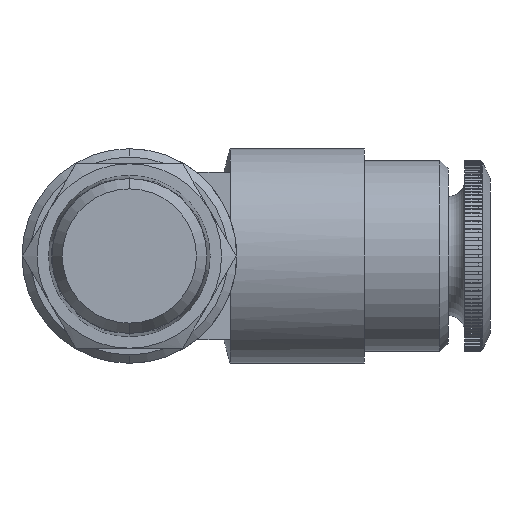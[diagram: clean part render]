
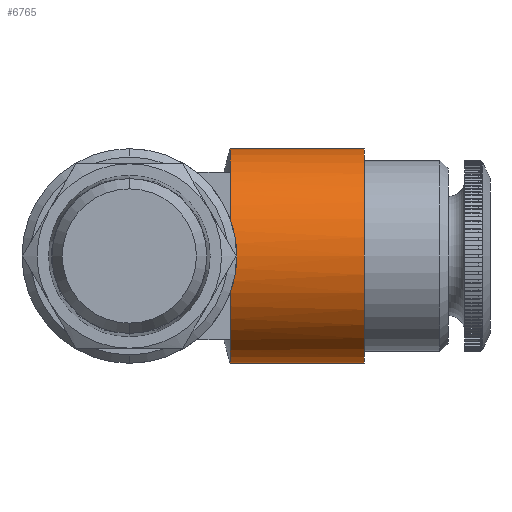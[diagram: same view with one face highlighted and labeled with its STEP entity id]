
A CAD part, front view. The second image highlights one B-rep face of the part: STEP entity #6765.
In plain terms, the highlighted cylindrical face has radius 6.4 mm (diameter 12.8 mm), a partial arc.
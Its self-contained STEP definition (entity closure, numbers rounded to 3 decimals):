
#751 = DIRECTION ( 'NONE',  ( 1., 0., 0. ) ) ;
#754 = DIRECTION ( 'NONE',  ( 1., 0., 0. ) ) ;
#755 = CARTESIAN_POINT ( 'NONE',  ( 0., 0., -6.4 ) ) ;
#756 = CARTESIAN_POINT ( 'NONE',  ( 0., 0., 6.4 ) ) ;
#757 = CARTESIAN_POINT ( 'NONE',  ( -13.491, 0., 0. ) ) ;
#758 = DIRECTION ( 'NONE',  ( 1., 0., 0. ) ) ;
#759 = DIRECTION ( 'NONE',  ( 0., 0., -1. ) ) ;
#765 = CARTESIAN_POINT ( 'NONE',  ( -13.491, -6.009, -2.202 ) ) ;
#766 = CARTESIAN_POINT ( 'NONE',  ( -12.964, -6.536, -0.765 ) ) ;
#770 = CARTESIAN_POINT ( 'NONE',  ( -12.964, -6.536, 0.765 ) ) ;
#771 = CARTESIAN_POINT ( 'NONE',  ( -13.491, -6.009, 2.202 ) ) ;
#774 = CARTESIAN_POINT ( 'NONE',  ( 0., -3.995, 5. ) ) ;
#775 = DIRECTION ( 'NONE',  ( -1., 0., 0. ) ) ;
#779 = DIRECTION ( 'NONE',  ( 1., 0., 0. ) ) ;
#780 = CARTESIAN_POINT ( 'NONE',  ( -13.491, 0., 0. ) ) ;
#781 = DIRECTION ( 'NONE',  ( 1., 0., 0. ) ) ;
#782 = DIRECTION ( 'NONE',  ( 0., 0., -1. ) ) ;
#783 = CARTESIAN_POINT ( 'NONE',  ( 0., -6.004, 2.217 ) ) ;
#784 = CARTESIAN_POINT ( 'NONE',  ( -13.484, 0., 0. ) ) ;
#785 = DIRECTION ( 'NONE',  ( -1., 0., 0. ) ) ;
#786 = DIRECTION ( 'NONE',  ( 0., 0., -1. ) ) ;
#787 = CARTESIAN_POINT ( 'NONE',  ( 0., -6.004, -2.217 ) ) ;
#788 = DIRECTION ( 'NONE',  ( -1., 0., 0. ) ) ;
#789 = CARTESIAN_POINT ( 'NONE',  ( -13.491, 0., 0. ) ) ;
#790 = DIRECTION ( 'NONE',  ( 1., 0., 0. ) ) ;
#791 = DIRECTION ( 'NONE',  ( 0., 0., -1. ) ) ;
#792 = CARTESIAN_POINT ( 'NONE',  ( 0., -3.995, -5. ) ) ;
#793 = DIRECTION ( 'NONE',  ( -1., 0., 0. ) ) ;
#794 = CARTESIAN_POINT ( 'NONE',  ( -13.491, 0., 0. ) ) ;
#795 = DIRECTION ( 'NONE',  ( 1., 0., 0. ) ) ;
#796 = DIRECTION ( 'NONE',  ( 0., 0., -1. ) ) ;
#798 = CARTESIAN_POINT ( 'NONE',  ( -13.484, 0., 0. ) ) ;
#799 = DIRECTION ( 'NONE',  ( -1., 0., 0. ) ) ;
#800 = DIRECTION ( 'NONE',  ( 0., 0., -1. ) ) ;
#803 = CARTESIAN_POINT ( 'NONE',  ( -5.5, 0., 0. ) ) ;
#804 = DIRECTION ( 'NONE',  ( -1., 0., 0. ) ) ;
#805 = DIRECTION ( 'NONE',  ( 0., 0., -1. ) ) ;
#2104 = CARTESIAN_POINT ( 'NONE',  ( -13.491, -3.995, 5. ) ) ;
#2108 = CARTESIAN_POINT ( 'NONE',  ( -13.491, -6.004, -2.217 ) ) ;
#2110 = CARTESIAN_POINT ( 'NONE',  ( -13.484, -3.995, -5. ) ) ;
#2112 = CARTESIAN_POINT ( 'NONE',  ( -13.484, -6.004, -2.217 ) ) ;
#3158 = VERTEX_POINT ( 'NONE', #2104 ) ;
#3159 = VERTEX_POINT ( 'NONE', #2110 ) ;
#3162 = VERTEX_POINT ( 'NONE', #2112 ) ;
#3163 = VERTEX_POINT ( 'NONE', #2108 ) ;
#5392 = AXIS2_PLACEMENT_3D ( 'NONE', #5982, #5983, #5981 ) ;
#5981 = DIRECTION ( 'NONE',  ( 0., 0., -1. ) ) ;
#5982 = CARTESIAN_POINT ( 'NONE',  ( 0., 0., 0. ) ) ;
#5983 = DIRECTION ( 'NONE',  ( 1., 0., 0. ) ) ;
#6486 = FACE_OUTER_BOUND ( 'NONE', #8238, .T. ) ;
#6492 = CYLINDRICAL_SURFACE ( 'NONE', #5392, 6.4 ) ;
#6765 = ADVANCED_FACE ( 'NONE', ( #6486 ), #6492, .T. ) ;
#8020 = VERTEX_POINT ( 'NONE', #10243 ) ;
#8034 = VERTEX_POINT ( 'NONE', #10257 ) ;
#8035 = VERTEX_POINT ( 'NONE', #10258 ) ;
#8036 = VERTEX_POINT ( 'NONE', #10259 ) ;
#8037 = VERTEX_POINT ( 'NONE', #10260 ) ;
#8038 = VERTEX_POINT ( 'NONE', #10261 ) ;
#8040 = VERTEX_POINT ( 'NONE', #10263 ) ;
#8042 = VERTEX_POINT ( 'NONE', #10265 ) ;
#8043 = VERTEX_POINT ( 'NONE', #10266 ) ;
#8045 = VERTEX_POINT ( 'NONE', #10268 ) ;
#8238 = EDGE_LOOP ( 'NONE', ( #8869, #8870, #8871, #8872, #8873, #8874, #8875, #8876, #8877, #8878, #8879, #8880, #8881, #8882 ) ) ;
#8869 = ORIENTED_EDGE ( 'NONE', *, *, #8962, .F. ) ;
#8870 = ORIENTED_EDGE ( 'NONE', *, *, #8970, .T. ) ;
#8871 = ORIENTED_EDGE ( 'NONE', *, *, #8971, .F. ) ;
#8872 = ORIENTED_EDGE ( 'NONE', *, *, #8972, .F. ) ;
#8873 = ORIENTED_EDGE ( 'NONE', *, *, #8973, .F. ) ;
#8874 = ORIENTED_EDGE ( 'NONE', *, *, #8974, .T. ) ;
#8875 = ORIENTED_EDGE ( 'NONE', *, *, #8967, .F. ) ;
#8876 = ORIENTED_EDGE ( 'NONE', *, *, #8975, .T. ) ;
#8877 = ORIENTED_EDGE ( 'NONE', *, *, #8976, .F. ) ;
#8878 = ORIENTED_EDGE ( 'NONE', *, *, #8977, .F. ) ;
#8879 = ORIENTED_EDGE ( 'NONE', *, *, #8978, .T. ) ;
#8880 = ORIENTED_EDGE ( 'NONE', *, *, #8961, .T. ) ;
#8881 = ORIENTED_EDGE ( 'NONE', *, *, #8964, .T. ) ;
#8882 = ORIENTED_EDGE ( 'NONE', *, *, #8979, .T. ) ;
#8961 = EDGE_CURVE ( 'NONE', #8034, #8035, #9815, .T. ) ;
#8962 = EDGE_CURVE ( 'NONE', #8036, #8037, #9813, .T. ) ;
#8964 = EDGE_CURVE ( 'NONE', #8035, #8045, #9819, .T. ) ;
#8967 = EDGE_CURVE ( 'NONE', #8042, #8020, #10624, .T. ) ;
#8970 = EDGE_CURVE ( 'NONE', #8036, #3158, #9827, .T. ) ;
#8971 = EDGE_CURVE ( 'NONE', #8043, #3158, #9828, .T. ) ;
#8972 = EDGE_CURVE ( 'NONE', #8040, #8043, #9829, .T. ) ;
#8973 = EDGE_CURVE ( 'NONE', #8038, #8040, #9825, .T. ) ;
#8974 = EDGE_CURVE ( 'NONE', #8038, #8020, #9832, .T. ) ;
#8975 = EDGE_CURVE ( 'NONE', #8042, #3163, #9834, .T. ) ;
#8976 = EDGE_CURVE ( 'NONE', #3162, #3163, #9835, .T. ) ;
#8977 = EDGE_CURVE ( 'NONE', #3159, #3162, #9836, .T. ) ;
#8978 = EDGE_CURVE ( 'NONE', #3159, #8034, #9838, .T. ) ;
#8979 = EDGE_CURVE ( 'NONE', #8045, #8037, #9839, .T. ) ;
#9619 = AXIS2_PLACEMENT_3D ( 'NONE', #757, #758, #759 ) ;
#9623 = AXIS2_PLACEMENT_3D ( 'NONE', #780, #781, #782 ) ;
#9624 = AXIS2_PLACEMENT_3D ( 'NONE', #784, #785, #786 ) ;
#9625 = AXIS2_PLACEMENT_3D ( 'NONE', #789, #790, #791 ) ;
#9626 = AXIS2_PLACEMENT_3D ( 'NONE', #794, #795, #796 ) ;
#9627 = AXIS2_PLACEMENT_3D ( 'NONE', #798, #799, #800 ) ;
#9628 = AXIS2_PLACEMENT_3D ( 'NONE', #803, #804, #805 ) ;
#9813 = LINE ( 'NONE', #756, #9818 ) ;
#9815 = CIRCLE ( 'NONE', #9619, 6.4 ) ;
#9818 = VECTOR ( 'NONE', #751, 1000. ) ;
#9819 = LINE ( 'NONE', #755, #9821 ) ;
#9821 = VECTOR ( 'NONE', #754, 1000. ) ;
#9825 = LINE ( 'NONE', #783, #9833 ) ;
#9827 = CIRCLE ( 'NONE', #9623, 6.4 ) ;
#9828 = LINE ( 'NONE', #774, #9830 ) ;
#9829 = CIRCLE ( 'NONE', #9624, 6.4 ) ;
#9830 = VECTOR ( 'NONE', #775, 1000. ) ;
#9832 = CIRCLE ( 'NONE', #9625, 6.4 ) ;
#9833 = VECTOR ( 'NONE', #779, 1000. ) ;
#9834 = CIRCLE ( 'NONE', #9626, 6.4 ) ;
#9835 = LINE ( 'NONE', #787, #9837 ) ;
#9836 = CIRCLE ( 'NONE', #9627, 6.4 ) ;
#9837 = VECTOR ( 'NONE', #788, 1000. ) ;
#9838 = LINE ( 'NONE', #792, #9840 ) ;
#9839 = CIRCLE ( 'NONE', #9628, 6.4 ) ;
#9840 = VECTOR ( 'NONE', #793, 1000. ) ;
#10243 = CARTESIAN_POINT ( 'NONE',  ( -13.491, -6.009, 2.202 ) ) ;
#10257 = CARTESIAN_POINT ( 'NONE',  ( -13.491, -3.995, -5. ) ) ;
#10258 = CARTESIAN_POINT ( 'NONE',  ( -13.491, 0., -6.4 ) ) ;
#10259 = CARTESIAN_POINT ( 'NONE',  ( -13.491, 0., 6.4 ) ) ;
#10260 = CARTESIAN_POINT ( 'NONE',  ( -5.5, 0., 6.4 ) ) ;
#10261 = CARTESIAN_POINT ( 'NONE',  ( -13.491, -6.004, 2.217 ) ) ;
#10263 = CARTESIAN_POINT ( 'NONE',  ( -13.484, -6.004, 2.217 ) ) ;
#10265 = CARTESIAN_POINT ( 'NONE',  ( -13.491, -6.009, -2.202 ) ) ;
#10266 = CARTESIAN_POINT ( 'NONE',  ( -13.484, -3.995, 5. ) ) ;
#10268 = CARTESIAN_POINT ( 'NONE',  ( -5.5, 0., -6.4 ) ) ;
#10624 =( BOUNDED_CURVE ( )  B_SPLINE_CURVE ( 3, ( #765, #766, #770, #771 ),
 .UNSPECIFIED., .F., .T. ) 
 B_SPLINE_CURVE_WITH_KNOTS ( ( 4, 4 ),
 ( 5.932, 6.634 ),
 .UNSPECIFIED. ) 
 CURVE ( )  GEOMETRIC_REPRESENTATION_ITEM ( )  RATIONAL_B_SPLINE_CURVE ( ( 1., 0.959, 0.959, 1. ) ) 
 REPRESENTATION_ITEM ( '' )  );
